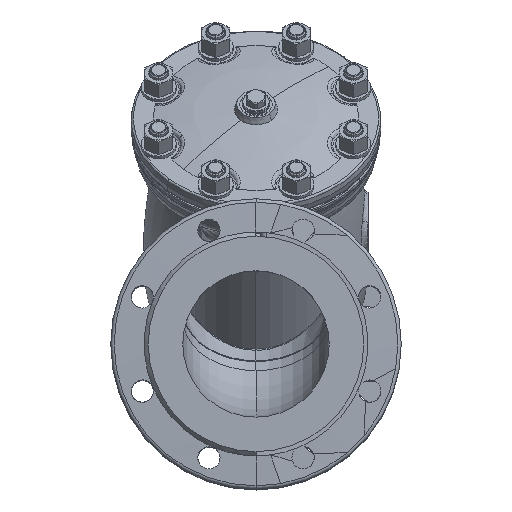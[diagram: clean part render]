
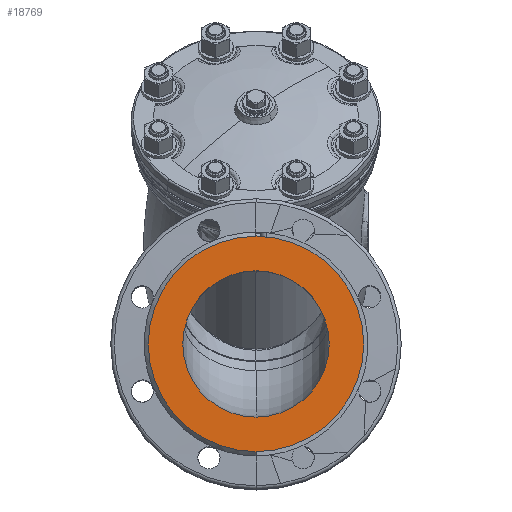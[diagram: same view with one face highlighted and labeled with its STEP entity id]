
A CAD part, top view. The second image highlights one B-rep face of the part: STEP entity #18769.
In plain terms, the highlighted planar face has unit normal (0, 0, 1).
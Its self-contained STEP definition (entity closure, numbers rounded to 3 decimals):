
#4026=CARTESIAN_POINT('',(0.,-74.,345.));
#4027=DIRECTION('',(0.,0.,-1.));
#4028=DIRECTION('',(0.,1.,0.));
#4029=AXIS2_PLACEMENT_3D('',#4026,#4027,#4028);
#4031=CARTESIAN_POINT('',(0.,-74.,345.));
#4032=DIRECTION('',(0.,0.,-1.));
#4033=DIRECTION('',(0.,-1.,0.));
#4034=AXIS2_PLACEMENT_3D('',#4031,#4032,#4033);
#4036=CARTESIAN_POINT('',(0.,-74.,345.));
#4037=DIRECTION('',(0.,0.,1.));
#4038=DIRECTION('',(0.,-1.,0.));
#4039=AXIS2_PLACEMENT_3D('',#4036,#4037,#4038);
#4041=CARTESIAN_POINT('',(0.,-74.,345.));
#4042=DIRECTION('',(0.,0.,1.));
#4043=DIRECTION('',(0.,1.,0.));
#4044=AXIS2_PLACEMENT_3D('',#4041,#4042,#4043);
#11943=CARTESIAN_POINT('',(0.,18.,345.));
#11944=VERTEX_POINT('',#11943);
#11945=CARTESIAN_POINT('',(0.,-166.,345.));
#11946=VERTEX_POINT('',#11945);
#11963=CARTESIAN_POINT('',(0.,-136.5,345.));
#11964=CARTESIAN_POINT('',(0.,-11.5,345.));
#11965=VERTEX_POINT('',#11963);
#11966=VERTEX_POINT('',#11964);
#18754=CARTESIAN_POINT('',(0.,-74.,345.));
#18755=DIRECTION('',(0.,0.,1.));
#18756=DIRECTION('',(0.,1.,0.));
#18757=AXIS2_PLACEMENT_3D('',#18754,#18755,#18756);
#18758=PLANE('',#18757);
#18759=ORIENTED_EDGE('',*,*,#18600,.T.);
#18760=ORIENTED_EDGE('',*,*,#18576,.T.);
#18761=EDGE_LOOP('',(#18759,#18760));
#18762=FACE_OUTER_BOUND('',#18761,.F.);
#18764=ORIENTED_EDGE('',*,*,#18763,.T.);
#18766=ORIENTED_EDGE('',*,*,#18765,.T.);
#18767=EDGE_LOOP('',(#18764,#18766));
#18768=FACE_BOUND('',#18767,.F.);
#18769=ADVANCED_FACE('',(#18762,#18768),#18758,.T.);
#4030=CIRCLE('',#4029,92.);
#4035=CIRCLE('',#4034,92.);
#4040=CIRCLE('',#4039,62.5);
#4045=CIRCLE('',#4044,62.5);
#18576=EDGE_CURVE('',#11946,#11944,#4035,.T.);
#18600=EDGE_CURVE('',#11944,#11946,#4030,.T.);
#18763=EDGE_CURVE('',#11965,#11966,#4040,.T.);
#18765=EDGE_CURVE('',#11966,#11965,#4045,.T.);
